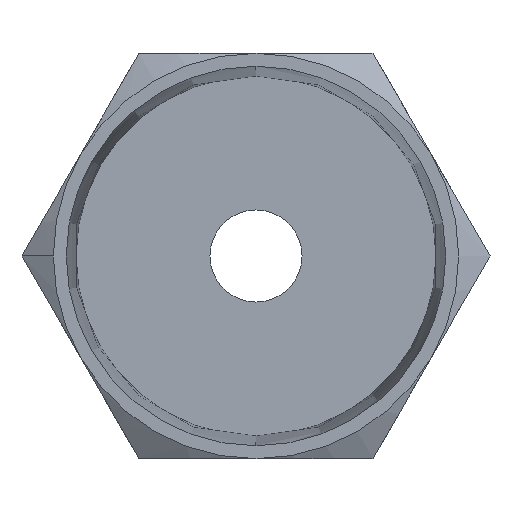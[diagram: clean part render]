
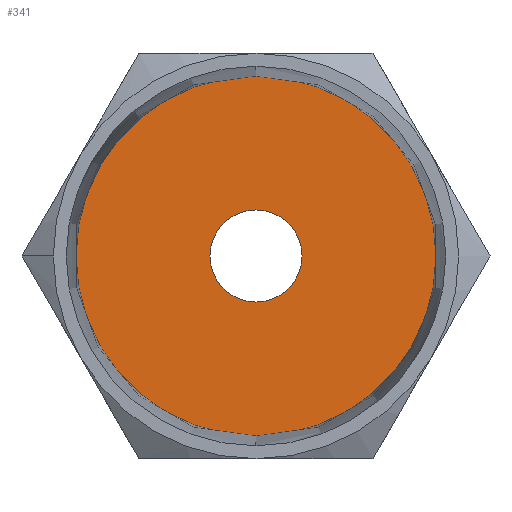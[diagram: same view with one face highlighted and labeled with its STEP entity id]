
A CAD part, front view. The second image highlights one B-rep face of the part: STEP entity #341.
In plain terms, the highlighted planar face has unit normal (0, -1, 0).
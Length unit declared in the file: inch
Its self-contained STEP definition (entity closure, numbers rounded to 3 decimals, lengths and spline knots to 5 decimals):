
#24 = CARTESIAN_POINT ( 'NONE',  ( 0., 0.33465, 0. ) ) ;
#61 = EDGE_CURVE ( 'NONE', #3000, #1732, #1389, .T. ) ;
#117 = ORIENTED_EDGE ( 'NONE', *, *, #556, .T. ) ;
#180 = CARTESIAN_POINT ( 'NONE',  ( 0., 0.33465, -0.1923 ) ) ;
#231 = CIRCLE ( 'NONE', #1082, 0.04921 ) ;
#302 = DIRECTION ( 'NONE',  ( 0., 0., -1. ) ) ;
#341 = ADVANCED_FACE ( 'NONE', ( #3037, #2384 ), #663, .F. ) ;
#469 = AXIS2_PLACEMENT_3D ( 'NONE', #2521, #911, #2800 ) ;
#556 = EDGE_CURVE ( 'NONE', #1179, #2655, #2140, .T. ) ;
#614 = CARTESIAN_POINT ( 'NONE',  ( 0., 0.33465, 0.04921 ) ) ;
#663 = PLANE ( 'NONE',  #3145 ) ;
#725 = AXIS2_PLACEMENT_3D ( 'NONE', #2633, #1022, #2910 ) ;
#765 = DIRECTION ( 'NONE',  ( 0., -1., 0. ) ) ;
#799 = EDGE_LOOP ( 'NONE', ( #2469, #2498 ) ) ;
#853 = EDGE_CURVE ( 'NONE', #2655, #1179, #3072, .T. ) ;
#911 = DIRECTION ( 'NONE',  ( 0., -1., 0. ) ) ;
#940 = CARTESIAN_POINT ( 'NONE',  ( -0.12076, 0.33465, 0. ) ) ;
#1022 = DIRECTION ( 'NONE',  ( 0., -1., 0. ) ) ;
#1082 = AXIS2_PLACEMENT_3D ( 'NONE', #24, #1912, #302 ) ;
#1096 = CARTESIAN_POINT ( 'NONE',  ( 0., 0.33465, 0.1923 ) ) ;
#1179 = VERTEX_POINT ( 'NONE', #1096 ) ;
#1230 = CARTESIAN_POINT ( 'NONE',  ( 0., 0.33465, -0.04921 ) ) ;
#1389 = CIRCLE ( 'NONE', #3038, 0.04921 ) ;
#1489 = DIRECTION ( 'NONE',  ( 0., 1., 0. ) ) ;
#1732 = VERTEX_POINT ( 'NONE', #614 ) ;
#1912 = DIRECTION ( 'NONE',  ( 0., -1., 0. ) ) ;
#2140 = CIRCLE ( 'NONE', #725, 0.1923 ) ;
#2305 = EDGE_CURVE ( 'NONE', #1732, #3000, #231, .T. ) ;
#2374 = CARTESIAN_POINT ( 'NONE',  ( 0., 0.33465, 0. ) ) ;
#2384 = FACE_OUTER_BOUND ( 'NONE', #2568, .T. ) ;
#2469 = ORIENTED_EDGE ( 'NONE', *, *, #61, .F. ) ;
#2498 = ORIENTED_EDGE ( 'NONE', *, *, #2305, .F. ) ;
#2521 = CARTESIAN_POINT ( 'NONE',  ( 0., 0.33465, 0. ) ) ;
#2568 = EDGE_LOOP ( 'NONE', ( #3458, #117 ) ) ;
#2633 = CARTESIAN_POINT ( 'NONE',  ( 0., 0.33465, 0. ) ) ;
#2655 = VERTEX_POINT ( 'NONE', #180 ) ;
#2656 = DIRECTION ( 'NONE',  ( 0., 0., -1. ) ) ;
#2800 = DIRECTION ( 'NONE',  ( 0., 0., -1. ) ) ;
#2910 = DIRECTION ( 'NONE',  ( 0., 0., -1. ) ) ;
#3000 = VERTEX_POINT ( 'NONE', #1230 ) ;
#3037 = FACE_BOUND ( 'NONE', #799, .T. ) ;
#3038 = AXIS2_PLACEMENT_3D ( 'NONE', #2374, #765, #2656 ) ;
#3072 = CIRCLE ( 'NONE', #469, 0.1923 ) ;
#3145 = AXIS2_PLACEMENT_3D ( 'NONE', #940, #1489, #3364 ) ;
#3364 = DIRECTION ( 'NONE',  ( 0., 0., 1. ) ) ;
#3458 = ORIENTED_EDGE ( 'NONE', *, *, #853, .T. ) ;
